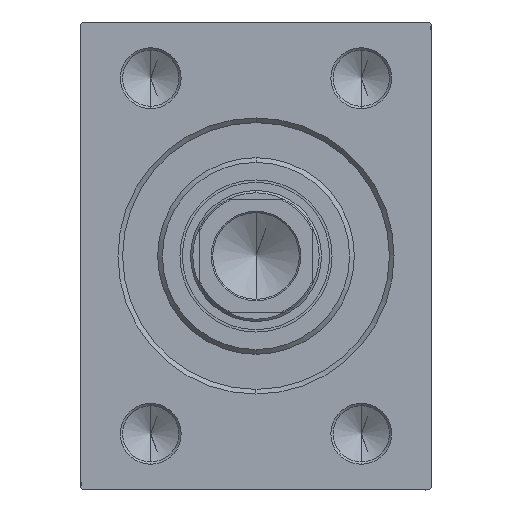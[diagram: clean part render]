
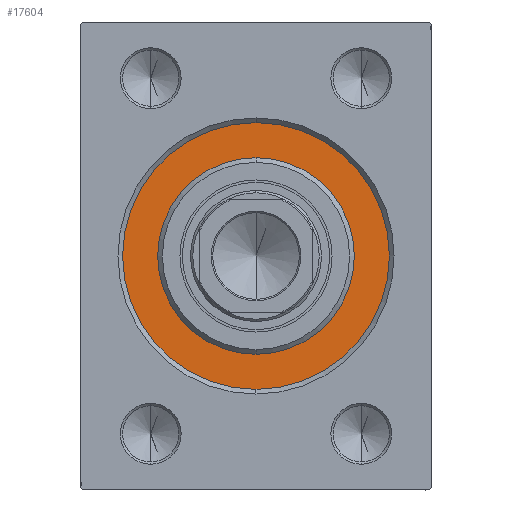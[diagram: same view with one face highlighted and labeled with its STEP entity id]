
A CAD part, left-side view. The second image highlights one B-rep face of the part: STEP entity #17604.
In plain terms, the highlighted face is planar.
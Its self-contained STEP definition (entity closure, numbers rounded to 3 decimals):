
#415 = CARTESIAN_POINT ( 'NONE',  ( 0., 0., 0. ) ) ;
#827 = AXIS2_PLACEMENT_3D ( 'NONE', #24510, #27452, #3181 ) ;
#2278 = CIRCLE ( 'NONE', #827, 21. ) ;
#2875 = CARTESIAN_POINT ( 'NONE',  ( 0., 0., -28.5 ) ) ;
#3181 = DIRECTION ( 'NONE',  ( 0., 0., -1. ) ) ;
#3449 = ORIENTED_EDGE ( 'NONE', *, *, #41741, .F. ) ;
#4232 = FACE_BOUND ( 'NONE', #16258, .T. ) ;
#6736 = DIRECTION ( 'NONE',  ( -1., 0., 0. ) ) ;
#7903 = CIRCLE ( 'NONE', #19371, 21. ) ;
#8604 = VERTEX_POINT ( 'NONE', #33980 ) ;
#9203 = CIRCLE ( 'NONE', #22125, 28.5 ) ;
#16258 = EDGE_LOOP ( 'NONE', ( #42842, #23703 ) ) ;
#16357 = EDGE_CURVE ( 'NONE', #33544, #8604, #2278, .T. ) ;
#17604 = ADVANCED_FACE ( 'NONE', ( #4232, #41769 ), #31220, .F. ) ;
#18815 = AXIS2_PLACEMENT_3D ( 'NONE', #415, #6736, #37769 ) ;
#19061 = CARTESIAN_POINT ( 'NONE',  ( 0., 0., 0. ) ) ;
#19371 = AXIS2_PLACEMENT_3D ( 'NONE', #19596, #39857, #43448 ) ;
#19596 = CARTESIAN_POINT ( 'NONE',  ( 0., 0., 0. ) ) ;
#19697 = DIRECTION ( 'NONE',  ( -1., 0., 0. ) ) ;
#21425 = EDGE_LOOP ( 'NONE', ( #3449, #36991 ) ) ;
#22125 = AXIS2_PLACEMENT_3D ( 'NONE', #43087, #19697, #43315 ) ;
#23703 = ORIENTED_EDGE ( 'NONE', *, *, #16357, .F. ) ;
#24510 = CARTESIAN_POINT ( 'NONE',  ( 0., 0., 0. ) ) ;
#25602 = DIRECTION ( 'NONE',  ( -1., 0., 0. ) ) ;
#27452 = DIRECTION ( 'NONE',  ( 1., 0., 0. ) ) ;
#28351 = VERTEX_POINT ( 'NONE', #43554 ) ;
#30012 = CIRCLE ( 'NONE', #33601, 28.5 ) ;
#31220 = PLANE ( 'NONE',  #18815 ) ;
#33544 = VERTEX_POINT ( 'NONE', #44396 ) ;
#33601 = AXIS2_PLACEMENT_3D ( 'NONE', #19061, #25602, #43583 ) ;
#33980 = CARTESIAN_POINT ( 'NONE',  ( 0., 0., 21. ) ) ;
#36991 = ORIENTED_EDGE ( 'NONE', *, *, #41103, .F. ) ;
#37769 = DIRECTION ( 'NONE',  ( 0., 0., 1. ) ) ;
#39857 = DIRECTION ( 'NONE',  ( 1., 0., 0. ) ) ;
#41103 = EDGE_CURVE ( 'NONE', #28351, #44330, #30012, .T. ) ;
#41741 = EDGE_CURVE ( 'NONE', #44330, #28351, #9203, .T. ) ;
#41769 = FACE_OUTER_BOUND ( 'NONE', #21425, .T. ) ;
#42842 = ORIENTED_EDGE ( 'NONE', *, *, #43236, .F. ) ;
#43087 = CARTESIAN_POINT ( 'NONE',  ( 0., 0., 0. ) ) ;
#43236 = EDGE_CURVE ( 'NONE', #8604, #33544, #7903, .T. ) ;
#43315 = DIRECTION ( 'NONE',  ( 0., 0., 1. ) ) ;
#43448 = DIRECTION ( 'NONE',  ( 0., 0., -1. ) ) ;
#43554 = CARTESIAN_POINT ( 'NONE',  ( 0., 0., 28.5 ) ) ;
#43583 = DIRECTION ( 'NONE',  ( 0., 0., 1. ) ) ;
#44330 = VERTEX_POINT ( 'NONE', #2875 ) ;
#44396 = CARTESIAN_POINT ( 'NONE',  ( 0., 0., -21. ) ) ;
